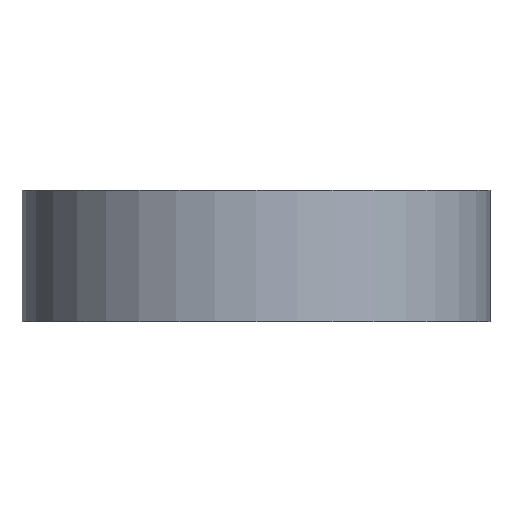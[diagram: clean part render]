
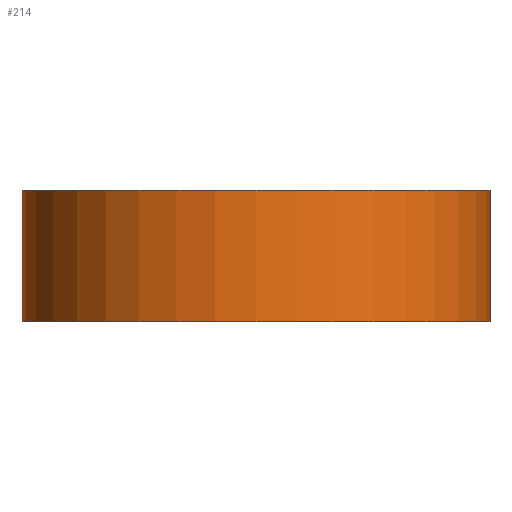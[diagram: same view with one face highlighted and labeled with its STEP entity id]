
A CAD part, front view. The second image highlights one B-rep face of the part: STEP entity #214.
In plain terms, the highlighted cylindrical face has radius 41 mm (diameter 82 mm), a partial arc.
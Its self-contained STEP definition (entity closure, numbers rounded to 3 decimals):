
#97 = DIRECTION ( 'NONE',  ( 0., 0., 1. ) ) ;
#98 = VECTOR ( 'NONE', #97, 1000. ) ;
#110 = CARTESIAN_POINT ( 'NONE',  ( -41., 0., 0. ) ) ;
#111 = DIRECTION ( 'NONE',  ( 0., 0., 1. ) ) ;
#112 = VECTOR ( 'NONE', #111, 1000. ) ;
#113 = CARTESIAN_POINT ( 'NONE',  ( -41., 0., 0. ) ) ;
#114 = LINE ( 'NONE', #113, #112 ) ;
#118 = CARTESIAN_POINT ( 'NONE',  ( -41., 0., -23. ) ) ;
#119 = CARTESIAN_POINT ( 'NONE',  ( 41., 0., -23. ) ) ;
#134 = DIRECTION ( 'NONE',  ( 1., 0., 0. ) ) ;
#135 = DIRECTION ( 'NONE',  ( 0., 0., 1. ) ) ;
#140 = FACE_OUTER_BOUND ( 'NONE', #215, .T. ) ;
#153 = DIRECTION ( 'NONE',  ( 1., 0., 0. ) ) ;
#154 = DIRECTION ( 'NONE',  ( 0., 0., 1. ) ) ;
#155 = CARTESIAN_POINT ( 'NONE',  ( 0., 0., -23. ) ) ;
#156 = AXIS2_PLACEMENT_3D ( 'NONE', #155, #154, #153 ) ;
#162 = CARTESIAN_POINT ( 'NONE',  ( 0., 0., 0. ) ) ;
#163 = AXIS2_PLACEMENT_3D ( 'NONE', #162, #135, #134 ) ;
#164 = CYLINDRICAL_SURFACE ( 'NONE', #163, 41. ) ;
#165 = CIRCLE ( 'NONE', #156, 41. ) ;
#167 = CARTESIAN_POINT ( 'NONE',  ( 41., 0., 0. ) ) ;
#189 = VERTEX_POINT ( 'NONE', #119 ) ;
#190 = VERTEX_POINT ( 'NONE', #118 ) ;
#192 = EDGE_CURVE ( 'NONE', #190, #193, #114, .T. ) ;
#193 = VERTEX_POINT ( 'NONE', #110 ) ;
#196 = VERTEX_POINT ( 'NONE', #167 ) ;
#211 = EDGE_CURVE ( 'NONE', #190, #189, #165, .T. ) ;
#214 = ADVANCED_FACE ( 'NONE', ( #140 ), #164, .T. ) ;
#215 = EDGE_LOOP ( 'NONE', ( #231, #232, #233, #234 ) ) ;
#231 = ORIENTED_EDGE ( 'NONE', *, *, #192, .F. ) ;
#232 = ORIENTED_EDGE ( 'NONE', *, *, #211, .T. ) ;
#233 = ORIENTED_EDGE ( 'NONE', *, *, #286, .T. ) ;
#234 = ORIENTED_EDGE ( 'NONE', *, *, #250, .F. ) ;
#250 = EDGE_CURVE ( 'NONE', #193, #196, #332, .T. ) ;
#286 = EDGE_CURVE ( 'NONE', #189, #196, #352, .T. ) ;
#327 = AXIS2_PLACEMENT_3D ( 'NONE', #385, #384, #364 ) ;
#332 = CIRCLE ( 'NONE', #327, 41. ) ;
#352 = LINE ( 'NONE', #358, #98 ) ;
#358 = CARTESIAN_POINT ( 'NONE',  ( 41., 0., 0. ) ) ;
#364 = DIRECTION ( 'NONE',  ( 1., 0., 0. ) ) ;
#384 = DIRECTION ( 'NONE',  ( 0., 0., 1. ) ) ;
#385 = CARTESIAN_POINT ( 'NONE',  ( 0., 0., 0. ) ) ;
